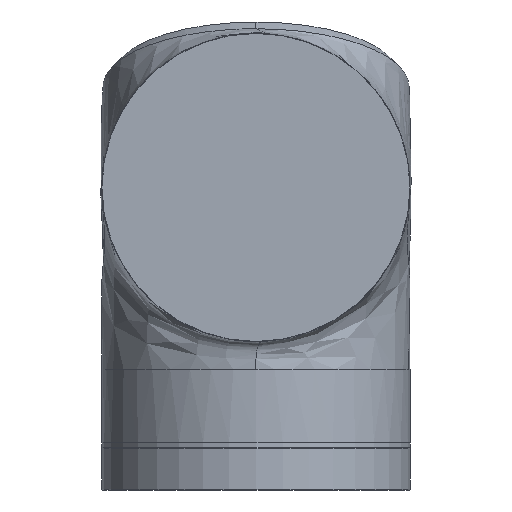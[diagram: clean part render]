
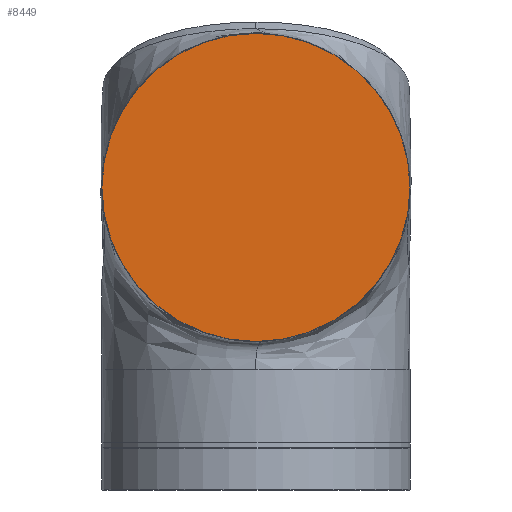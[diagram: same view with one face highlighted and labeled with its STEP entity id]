
A CAD part, front view. The second image highlights one B-rep face of the part: STEP entity #8449.
In plain terms, the highlighted planar face has unit normal (0, -1, 0).
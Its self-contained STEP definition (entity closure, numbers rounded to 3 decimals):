
#883 = EDGE_CURVE ( 'NONE', #10719, #4851, #8597, .T. ) ;
#938 = AXIS2_PLACEMENT_3D ( 'NONE', #3418, #11111, #2398 ) ;
#1886 = CARTESIAN_POINT ( 'NONE',  ( 0., -76.4, 50. ) ) ;
#2138 = AXIS2_PLACEMENT_3D ( 'NONE', #1886, #3550, #3613 ) ;
#2398 = DIRECTION ( 'NONE',  ( -1., 0., 0. ) ) ;
#3418 = CARTESIAN_POINT ( 'NONE',  ( 0., -76.4, 0. ) ) ;
#3550 = DIRECTION ( 'NONE',  ( 0., 1., 0. ) ) ;
#3613 = DIRECTION ( 'NONE',  ( 1., 0., 0. ) ) ;
#4362 = EDGE_LOOP ( 'NONE', ( #6805, #10282 ) ) ;
#4451 = DIRECTION ( 'NONE',  ( 0., 1., 0. ) ) ;
#4851 = VERTEX_POINT ( 'NONE', #5163 ) ;
#5163 = CARTESIAN_POINT ( 'NONE',  ( -50., -76.4, 0. ) ) ;
#5624 = PLANE ( 'NONE',  #2138 ) ;
#6147 = EDGE_CURVE ( 'NONE', #4851, #10719, #7511, .T. ) ;
#6805 = ORIENTED_EDGE ( 'NONE', *, *, #6147, .F. ) ;
#7511 = CIRCLE ( 'NONE', #10742, 50. ) ;
#8449 = ADVANCED_FACE ( 'NONE', ( #11371 ), #5624, .F. ) ;
#8597 = CIRCLE ( 'NONE', #938, 50. ) ;
#9107 = DIRECTION ( 'NONE',  ( -1., 0., 0. ) ) ;
#9765 = CARTESIAN_POINT ( 'NONE',  ( 50., -76.4, 0. ) ) ;
#10182 = CARTESIAN_POINT ( 'NONE',  ( 0., -76.4, 0. ) ) ;
#10282 = ORIENTED_EDGE ( 'NONE', *, *, #883, .F. ) ;
#10719 = VERTEX_POINT ( 'NONE', #9765 ) ;
#10742 = AXIS2_PLACEMENT_3D ( 'NONE', #10182, #4451, #9107 ) ;
#11111 = DIRECTION ( 'NONE',  ( 0., 1., 0. ) ) ;
#11371 = FACE_OUTER_BOUND ( 'NONE', #4362, .T. ) ;
